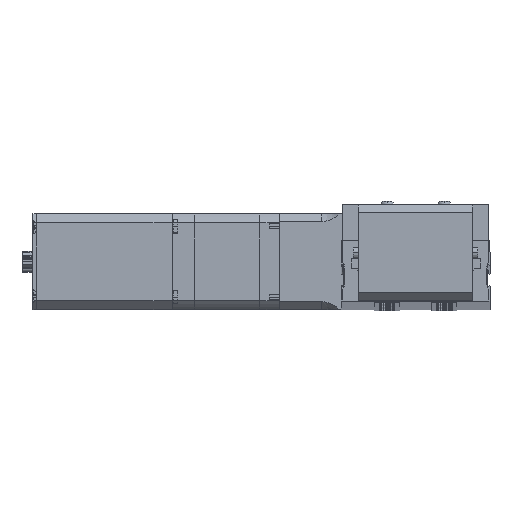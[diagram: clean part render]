
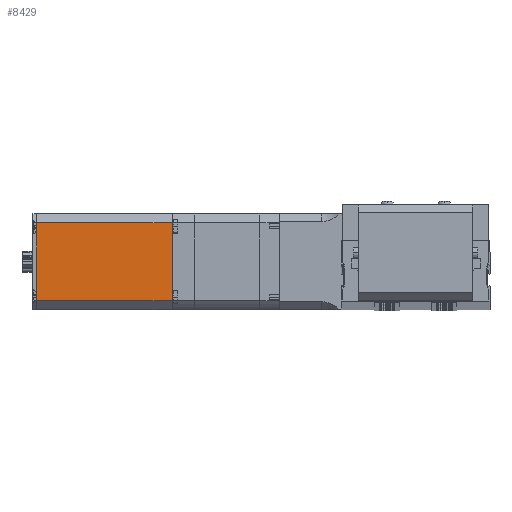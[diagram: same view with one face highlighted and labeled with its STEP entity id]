
A CAD part, top view. The second image highlights one B-rep face of the part: STEP entity #8429.
In plain terms, the highlighted face is planar.
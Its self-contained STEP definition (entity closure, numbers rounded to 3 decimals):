
#3419 = CARTESIAN_POINT ( 'NONE',  ( -31., 17., -47. ) ) ;
#3797 = VECTOR ( 'NONE', #34366, 1000. ) ;
#4215 = DIRECTION ( 'NONE',  ( 1., 0., 0. ) ) ;
#5676 = CARTESIAN_POINT ( 'NONE',  ( -31., -17., -106.25 ) ) ;
#5758 = LINE ( 'NONE', #18710, #16362 ) ;
#6270 = VECTOR ( 'NONE', #26802, 1000. ) ;
#8171 = DIRECTION ( 'NONE',  ( 0., 1., 0. ) ) ;
#8429 = ADVANCED_FACE ( 'NONE', ( #17502 ), #26039, .F. ) ;
#8636 = LINE ( 'NONE', #3419, #9877 ) ;
#8685 = CARTESIAN_POINT ( 'NONE',  ( -31., 17., -106.25 ) ) ;
#9761 = VERTEX_POINT ( 'NONE', #34146 ) ;
#9877 = VECTOR ( 'NONE', #11113, 1000. ) ;
#9975 = CARTESIAN_POINT ( 'NONE',  ( -31., 17., -106.25 ) ) ;
#10291 = EDGE_CURVE ( 'NONE', #9761, #31662, #16848, .T. ) ;
#11113 = DIRECTION ( 'NONE',  ( 0., 1., 0. ) ) ;
#13302 = CARTESIAN_POINT ( 'NONE',  ( -31., -17., -47. ) ) ;
#13966 = LINE ( 'NONE', #24083, #3797 ) ;
#15239 = AXIS2_PLACEMENT_3D ( 'NONE', #9975, #4215, #23424 ) ;
#16362 = VECTOR ( 'NONE', #8171, 1000. ) ;
#16437 = ORIENTED_EDGE ( 'NONE', *, *, #23654, .F. ) ;
#16848 = LINE ( 'NONE', #5676, #6270 ) ;
#17502 = FACE_OUTER_BOUND ( 'NONE', #20389, .T. ) ;
#18710 = CARTESIAN_POINT ( 'NONE',  ( -31., 17., -106.25 ) ) ;
#19033 = VERTEX_POINT ( 'NONE', #8685 ) ;
#20389 = EDGE_LOOP ( 'NONE', ( #22942, #21657, #16437, #31697 ) ) ;
#21657 = ORIENTED_EDGE ( 'NONE', *, *, #27742, .F. ) ;
#22942 = ORIENTED_EDGE ( 'NONE', *, *, #33711, .T. ) ;
#23424 = DIRECTION ( 'NONE',  ( 0., 1., 0. ) ) ;
#23654 = EDGE_CURVE ( 'NONE', #9761, #19033, #5758, .T. ) ;
#24083 = CARTESIAN_POINT ( 'NONE',  ( -31., 17., -106.25 ) ) ;
#26039 = PLANE ( 'NONE',  #15239 ) ;
#26802 = DIRECTION ( 'NONE',  ( 0., 0., 1. ) ) ;
#27742 = EDGE_CURVE ( 'NONE', #19033, #33153, #13966, .T. ) ;
#28967 = CARTESIAN_POINT ( 'NONE',  ( -31., 17., -47. ) ) ;
#31662 = VERTEX_POINT ( 'NONE', #13302 ) ;
#31697 = ORIENTED_EDGE ( 'NONE', *, *, #10291, .T. ) ;
#33153 = VERTEX_POINT ( 'NONE', #28967 ) ;
#33711 = EDGE_CURVE ( 'NONE', #31662, #33153, #8636, .T. ) ;
#34146 = CARTESIAN_POINT ( 'NONE',  ( -31., -17., -106.25 ) ) ;
#34366 = DIRECTION ( 'NONE',  ( 0., 0., 1. ) ) ;
